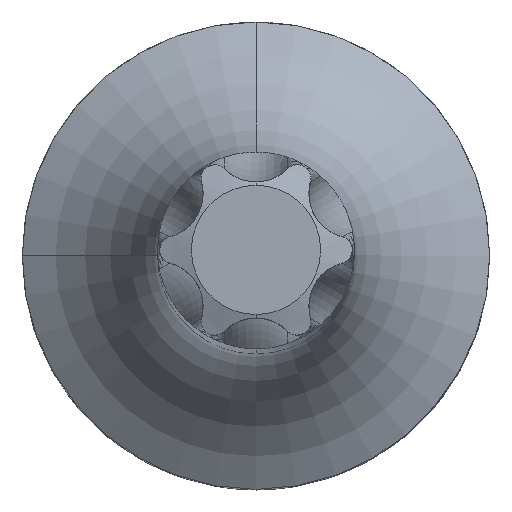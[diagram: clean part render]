
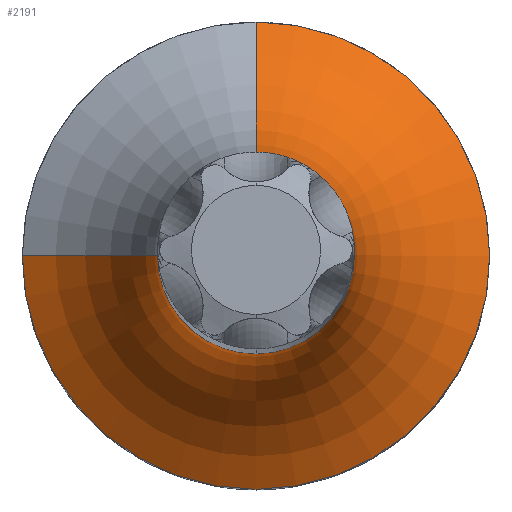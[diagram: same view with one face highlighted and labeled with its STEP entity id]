
A CAD part, top view. The second image highlights one B-rep face of the part: STEP entity #2191.
In plain terms, the highlighted toroidal (fillet/blend) face has major radius 14 mm and minor radius 10 mm.
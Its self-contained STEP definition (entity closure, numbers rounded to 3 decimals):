
#165=CARTESIAN_POINT('',(0.,0.,15.5));
#166=DIRECTION('',(0.,0.,1.));
#167=DIRECTION('',(1.,0.,0.));
#168=AXIS2_PLACEMENT_3D('',#165,#166,#167);
#358=CARTESIAN_POINT('',(0.,0.,24.43));
#359=DIRECTION('',(0.,0.,1.));
#360=DIRECTION('',(0.,-1.,0.));
#361=AXIS2_PLACEMENT_3D('',#358,#359,#360);
#363=CARTESIAN_POINT('',(0.,0.,15.5));
#364=DIRECTION('',(0.,0.,-1.));
#365=DIRECTION('',(1.,0.,0.));
#366=AXIS2_PLACEMENT_3D('',#363,#364,#365);
#368=CARTESIAN_POINT('',(-14.,0.,24.43));
#369=DIRECTION('',(0.,-1.,0.));
#370=DIRECTION('',(0.45,0.,-0.893));
#371=AXIS2_PLACEMENT_3D('',#368,#369,#370);
#708=CARTESIAN_POINT('',(0.,0.,24.43));
#709=DIRECTION('',(0.,0.,1.));
#710=DIRECTION('',(-1.,0.,0.));
#711=AXIS2_PLACEMENT_3D('',#708,#709,#710);
#1487=CARTESIAN_POINT('',(0.,14.,24.43));
#1488=DIRECTION('',(-1.,0.,0.));
#1489=DIRECTION('',(0.,-0.45,-0.893));
#1490=AXIS2_PLACEMENT_3D('',#1487,#1488,#1489);
#1769=CARTESIAN_POINT('',(9.5,0.,15.5));
#1770=CARTESIAN_POINT('',(0.,9.5,15.5));
#1771=VERTEX_POINT('',#1769);
#1772=VERTEX_POINT('',#1770);
#1773=CARTESIAN_POINT('',(-9.5,0.,15.5));
#1774=VERTEX_POINT('',#1773);
#1775=CARTESIAN_POINT('',(0.,4.,24.43));
#1776=CARTESIAN_POINT('',(-4.,0.,24.43));
#1777=VERTEX_POINT('',#1775);
#1778=VERTEX_POINT('',#1776);
#1779=CARTESIAN_POINT('',(0.,-4.,24.43));
#1780=VERTEX_POINT('',#1779);
#2174=CARTESIAN_POINT('',(0.,0.,24.43));
#2175=DIRECTION('',(0.,0.,1.));
#2176=DIRECTION('',(-0.059,-0.998,0.));
#2177=AXIS2_PLACEMENT_3D('',#2174,#2175,#2176);
#2178=TOROIDAL_SURFACE('',#2177,14.,10.);
#2180=ORIENTED_EDGE('',*,*,#2179,.T.);
#2182=ORIENTED_EDGE('',*,*,#2181,.F.);
#2183=ORIENTED_EDGE('',*,*,#2017,.F.);
#2184=ORIENTED_EDGE('',*,*,#2126,.T.);
#2186=ORIENTED_EDGE('',*,*,#2185,.T.);
#2188=ORIENTED_EDGE('',*,*,#2187,.T.);
#2189=EDGE_LOOP('',(#2180,#2182,#2183,#2184,#2186,#2188));
#2190=FACE_OUTER_BOUND('',#2189,.F.);
#2191=ADVANCED_FACE('',(#2190),#2178,.F.);
#169=CIRCLE('',#168,9.5);
#362=CIRCLE('',#361,4.);
#367=CIRCLE('',#366,9.5);
#372=CIRCLE('',#371,10.);
#712=CIRCLE('',#711,4.);
#1491=CIRCLE('',#1490,10.);
#2017=EDGE_CURVE('',#1771,#1772,#169,.T.);
#2126=EDGE_CURVE('',#1771,#1774,#367,.T.);
#2179=EDGE_CURVE('',#1780,#1777,#362,.T.);
#2181=EDGE_CURVE('',#1772,#1777,#1491,.T.);
#2185=EDGE_CURVE('',#1774,#1778,#372,.T.);
#2187=EDGE_CURVE('',#1778,#1780,#712,.T.);
